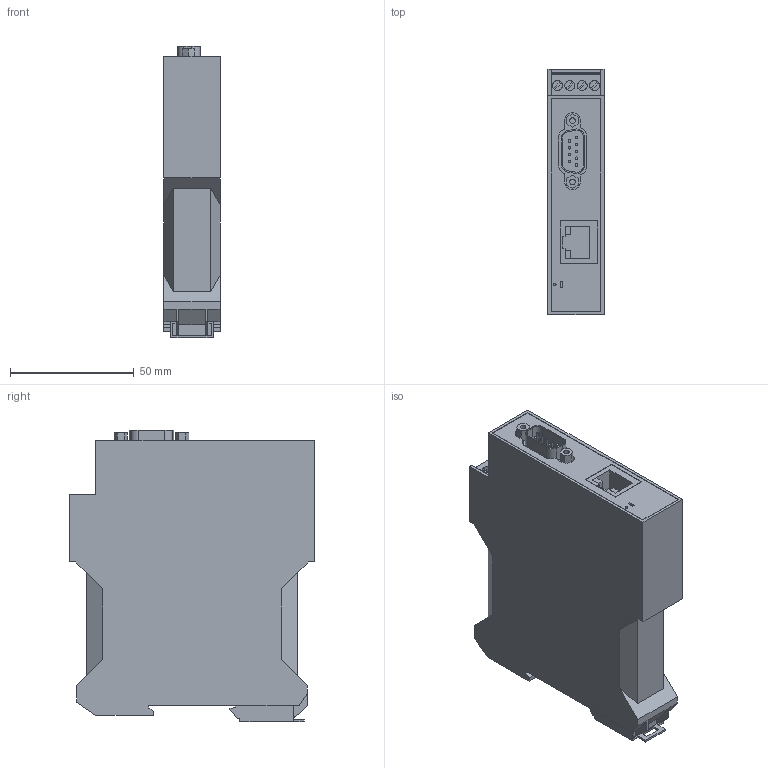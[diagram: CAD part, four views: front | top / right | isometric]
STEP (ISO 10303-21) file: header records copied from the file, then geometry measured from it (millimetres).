
FILE_DESCRIPTION(('Creo Elements/Direct Modeling STEP Export'),'2;1');
FILE_NAME('model.stp','2020-05-19T 9:32:58',(''),(''),'Creo Elements/Direct Modeling STEP processor for AP214 (Solid Model)','Creo Elements/Direct Modeling 20.1A 29-Sep-2018 (C) Parametric Technology GmbH','');
FILE_SCHEMA(('AUTOMOTIVE_DESIGN { 1 0 10303 214 1 1 1 1 }'));
Length unit declared in the file: millimetre
Products named in the file (2): GW_MODBUS_TCP_RTU_1E_1DB9-select
Assembly tree (1 placements, depth 2):
  GW_MODBUS_TCP_RTU_1E_1DB9-select
    GW_MODBUS_TCP_RTU_1E_1DB9-select
Bounding box: 22.6 x 99 x 117.5 mm (x, y, z)
Volume: 217974.1 mm3; surface area: 31621.7 mm2
Topology: 1 solids, 1 shells, 284 faces, 733 edges, 480 vertices
Faces by surface type: plane 238, cylinder 46
Entity records: 10426 total; most frequent: ORIENTED_EDGE 1466, CARTESIAN_POINT 1419, DIRECTION 1261, EDGE_CURVE 733, VECTOR 617, LINE 617, VERTEX_POINT 480, AXIS2_PLACEMENT_3D 322
